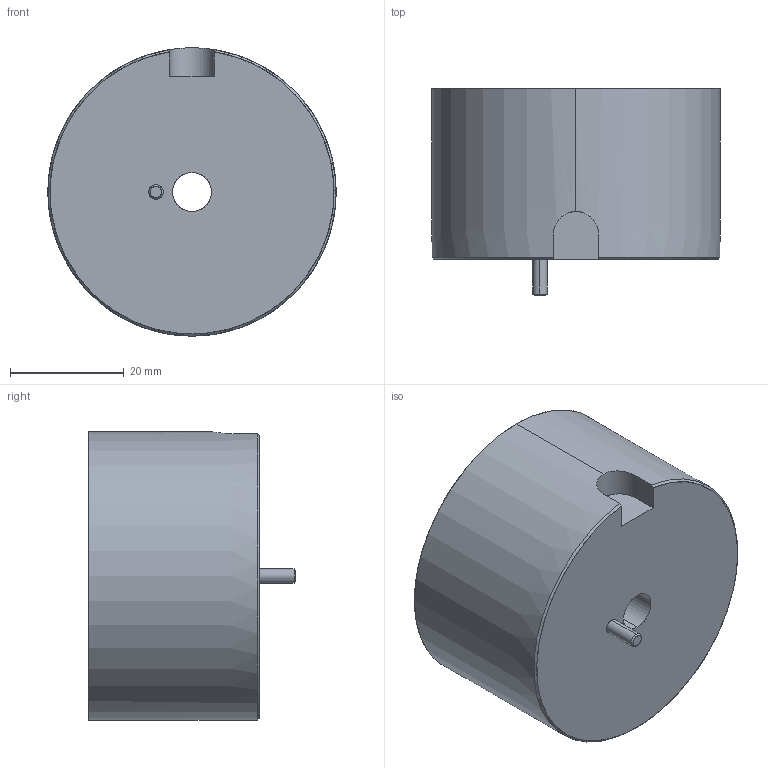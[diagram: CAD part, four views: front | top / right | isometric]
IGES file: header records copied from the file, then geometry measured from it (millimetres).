
Start section: SolidWorks IGES file using analytic representation for surfaces
Global section: file name: EM200 Generic Model-AR.IGS; native system: SolidWorks 2011; preprocessor: SolidWorks 2011; author: Engineering; date: 110722.091222; units: inch
Bounding box: 50.8 x 36.45 x 50.8 mm (x, y, z)
Surface area: 10173.1 mm2 (no closed solid volume)
Topology: 0 solids, 0 shells, 25 faces, 642 edges, 642 vertices
Faces by surface type: revolution 16, bspline 9
